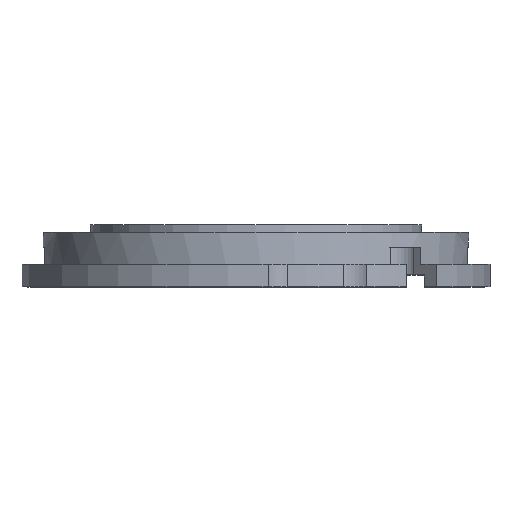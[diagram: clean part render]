
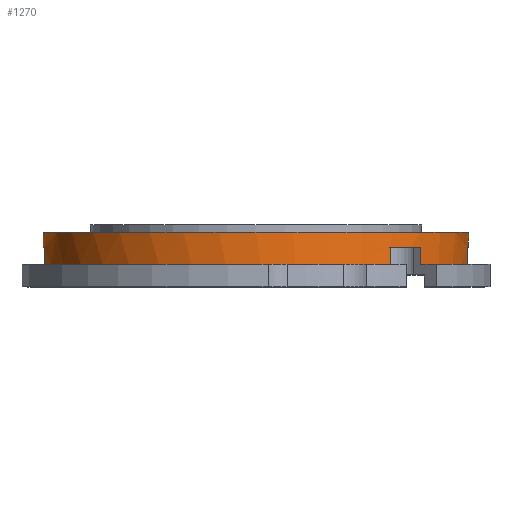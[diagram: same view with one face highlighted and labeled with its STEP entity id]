
A CAD part, top view. The second image highlights one B-rep face of the part: STEP entity #1270.
In plain terms, the highlighted cylindrical face has radius 99.5 mm (diameter 199 mm), a full revolution.
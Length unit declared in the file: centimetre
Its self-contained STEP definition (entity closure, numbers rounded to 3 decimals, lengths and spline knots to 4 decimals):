
#18=LINE('',#1963,#102);
#19=LINE('',#1967,#103);
#20=LINE('',#1971,#104);
#21=LINE('',#1975,#105);
#22=LINE('',#1979,#106);
#23=LINE('',#1983,#107);
#24=LINE('',#1987,#108);
#25=LINE('',#1990,#109);
#102=VECTOR('',#1542,0.8);
#103=VECTOR('',#1545,0.8);
#104=VECTOR('',#1548,0.8);
#105=VECTOR('',#1551,0.8);
#106=VECTOR('',#1554,0.8);
#107=VECTOR('',#1557,0.8);
#108=VECTOR('',#1560,0.8);
#109=VECTOR('',#1563,0.8);
#187=CYLINDRICAL_SURFACE('',#1352,9.95);
#241=FACE_BOUND('',#357,.T.);
#277=FACE_OUTER_BOUND('',#356,.T.);
#356=EDGE_LOOP('',(#887,#888,#889,#890,#891,#892,#893,#894,#895,#896,#897,
#898,#899,#900,#901,#902));
#357=EDGE_LOOP('',(#903));
#457=CIRCLE('',#1343,9.95);
#466=CIRCLE('',#1353,9.95);
#467=CIRCLE('',#1354,9.95);
#468=CIRCLE('',#1355,9.95);
#469=CIRCLE('',#1356,9.95);
#470=CIRCLE('',#1357,9.95);
#471=CIRCLE('',#1358,9.95);
#472=CIRCLE('',#1359,9.95);
#473=CIRCLE('',#1360,9.95);
#558=VERTEX_POINT('',#1940);
#567=VERTEX_POINT('',#1959);
#568=VERTEX_POINT('',#1960);
#569=VERTEX_POINT('',#1962);
#570=VERTEX_POINT('',#1964);
#571=VERTEX_POINT('',#1966);
#572=VERTEX_POINT('',#1968);
#573=VERTEX_POINT('',#1970);
#574=VERTEX_POINT('',#1972);
#575=VERTEX_POINT('',#1974);
#576=VERTEX_POINT('',#1976);
#577=VERTEX_POINT('',#1978);
#578=VERTEX_POINT('',#1980);
#579=VERTEX_POINT('',#1982);
#580=VERTEX_POINT('',#1984);
#581=VERTEX_POINT('',#1986);
#582=VERTEX_POINT('',#1988);
#691=EDGE_CURVE('',#558,#558,#457,.T.);
#700=EDGE_CURVE('',#567,#568,#466,.T.);
#701=EDGE_CURVE('',#567,#569,#18,.T.);
#702=EDGE_CURVE('',#570,#569,#467,.T.);
#703=EDGE_CURVE('',#571,#570,#19,.T.);
#704=EDGE_CURVE('',#572,#571,#468,.T.);
#705=EDGE_CURVE('',#572,#573,#20,.T.);
#706=EDGE_CURVE('',#574,#573,#469,.T.);
#707=EDGE_CURVE('',#575,#574,#21,.T.);
#708=EDGE_CURVE('',#576,#575,#470,.T.);
#709=EDGE_CURVE('',#576,#577,#22,.T.);
#710=EDGE_CURVE('',#577,#578,#471,.T.);
#711=EDGE_CURVE('',#579,#578,#23,.T.);
#712=EDGE_CURVE('',#580,#579,#472,.T.);
#713=EDGE_CURVE('',#580,#581,#24,.T.);
#714=EDGE_CURVE('',#581,#582,#473,.T.);
#715=EDGE_CURVE('',#568,#582,#25,.T.);
#887=ORIENTED_EDGE('',*,*,#700,.F.);
#888=ORIENTED_EDGE('',*,*,#701,.T.);
#889=ORIENTED_EDGE('',*,*,#702,.F.);
#890=ORIENTED_EDGE('',*,*,#703,.F.);
#891=ORIENTED_EDGE('',*,*,#704,.F.);
#892=ORIENTED_EDGE('',*,*,#705,.T.);
#893=ORIENTED_EDGE('',*,*,#706,.F.);
#894=ORIENTED_EDGE('',*,*,#707,.F.);
#895=ORIENTED_EDGE('',*,*,#708,.F.);
#896=ORIENTED_EDGE('',*,*,#709,.T.);
#897=ORIENTED_EDGE('',*,*,#710,.T.);
#898=ORIENTED_EDGE('',*,*,#711,.F.);
#899=ORIENTED_EDGE('',*,*,#712,.F.);
#900=ORIENTED_EDGE('',*,*,#713,.T.);
#901=ORIENTED_EDGE('',*,*,#714,.T.);
#902=ORIENTED_EDGE('',*,*,#715,.F.);
#903=ORIENTED_EDGE('',*,*,#691,.T.);
#1270=ADVANCED_FACE('',(#277,#241),#187,.T.);
#1343=AXIS2_PLACEMENT_3D('',#1941,#1520,#1521);
#1352=AXIS2_PLACEMENT_3D('',#1958,#1538,#1539);
#1353=AXIS2_PLACEMENT_3D('',#1961,#1540,#1541);
#1354=AXIS2_PLACEMENT_3D('',#1965,#1543,#1544);
#1355=AXIS2_PLACEMENT_3D('',#1969,#1546,#1547);
#1356=AXIS2_PLACEMENT_3D('',#1973,#1549,#1550);
#1357=AXIS2_PLACEMENT_3D('',#1977,#1552,#1553);
#1358=AXIS2_PLACEMENT_3D('',#1981,#1555,#1556);
#1359=AXIS2_PLACEMENT_3D('',#1985,#1558,#1559);
#1360=AXIS2_PLACEMENT_3D('',#1989,#1561,#1562);
#1520=DIRECTION('center_axis',(0.,-1.,0.));
#1521=DIRECTION('ref_axis',(1.,0.,0.));
#1538=DIRECTION('center_axis',(0.,-1.,0.));
#1539=DIRECTION('ref_axis',(-1.,0.,0.));
#1540=DIRECTION('center_axis',(0.,-1.,0.));
#1541=DIRECTION('ref_axis',(-0.995,0.,0.101));
#1542=DIRECTION('',(0.,-1.,0.));
#1543=DIRECTION('center_axis',(0.,-1.,0.));
#1544=DIRECTION('ref_axis',(0.632,0.,0.775));
#1545=DIRECTION('',(0.,-1.,0.));
#1546=DIRECTION('center_axis',(0.,-1.,0.));
#1547=DIRECTION('ref_axis',(0.775,0.,0.632));
#1548=DIRECTION('',(0.,-1.,0.));
#1549=DIRECTION('center_axis',(0.,-1.,0.));
#1550=DIRECTION('ref_axis',(0.995,0.,0.101));
#1551=DIRECTION('',(0.,-1.,0.));
#1552=DIRECTION('center_axis',(0.,-1.,0.));
#1553=DIRECTION('ref_axis',(1.,0.,0.));
#1554=DIRECTION('',(0.,-1.,0.));
#1555=DIRECTION('center_axis',(0.,1.,0.));
#1556=DIRECTION('ref_axis',(0.995,0.,-0.101));
#1557=DIRECTION('',(0.,-1.,0.));
#1558=DIRECTION('center_axis',(0.,-1.,0.));
#1559=DIRECTION('ref_axis',(0.632,0.,-0.775));
#1560=DIRECTION('',(0.,-1.,0.));
#1561=DIRECTION('center_axis',(0.,1.,0.));
#1562=DIRECTION('ref_axis',(0.632,0.,-0.775));
#1563=DIRECTION('',(0.,-1.,0.));
#1940=CARTESIAN_POINT('',(-9.95,33.05,0.));
#1941=CARTESIAN_POINT('Origin',(0.,33.05,0.));
#1958=CARTESIAN_POINT('Origin',(0.,33.4925,0.));
#1959=CARTESIAN_POINT('',(-9.8996,32.35,1.));
#1960=CARTESIAN_POINT('',(-9.8996,32.35,-1.));
#1961=CARTESIAN_POINT('Origin',(0.,32.35,0.));
#1962=CARTESIAN_POINT('',(-9.8996,31.55,1.));
#1963=CARTESIAN_POINT('',(-9.8996,32.35,1.));
#1964=CARTESIAN_POINT('',(6.293,31.55,7.7072));
#1965=CARTESIAN_POINT('Origin',(0.,31.55,0.));
#1966=CARTESIAN_POINT('',(6.293,32.35,7.7072));
#1967=CARTESIAN_POINT('',(6.293,32.35,7.7072));
#1968=CARTESIAN_POINT('',(7.7072,32.35,6.293));
#1969=CARTESIAN_POINT('Origin',(0.,32.35,0.));
#1970=CARTESIAN_POINT('',(7.7072,31.55,6.293));
#1971=CARTESIAN_POINT('',(7.7072,32.35,6.293));
#1972=CARTESIAN_POINT('',(9.8996,31.55,1.));
#1973=CARTESIAN_POINT('Origin',(0.,31.55,0.));
#1974=CARTESIAN_POINT('',(9.8996,32.35,1.));
#1975=CARTESIAN_POINT('',(9.8996,32.35,1.));
#1976=CARTESIAN_POINT('',(9.8996,32.35,-1.));
#1977=CARTESIAN_POINT('Origin',(0.,32.35,0.));
#1978=CARTESIAN_POINT('',(9.8996,31.55,-1.));
#1979=CARTESIAN_POINT('',(9.8996,32.35,-1.));
#1980=CARTESIAN_POINT('',(7.7072,31.55,-6.293));
#1981=CARTESIAN_POINT('Origin',(0.,31.55,0.));
#1982=CARTESIAN_POINT('',(7.7072,32.35,-6.293));
#1983=CARTESIAN_POINT('',(7.7072,32.35,-6.293));
#1984=CARTESIAN_POINT('',(6.293,32.35,-7.7072));
#1985=CARTESIAN_POINT('Origin',(0.,32.35,0.));
#1986=CARTESIAN_POINT('',(6.293,31.55,-7.7072));
#1987=CARTESIAN_POINT('',(6.293,32.35,-7.7072));
#1988=CARTESIAN_POINT('',(-9.8996,31.55,-1.));
#1989=CARTESIAN_POINT('Origin',(0.,31.55,0.));
#1990=CARTESIAN_POINT('',(-9.8996,32.35,-1.));
